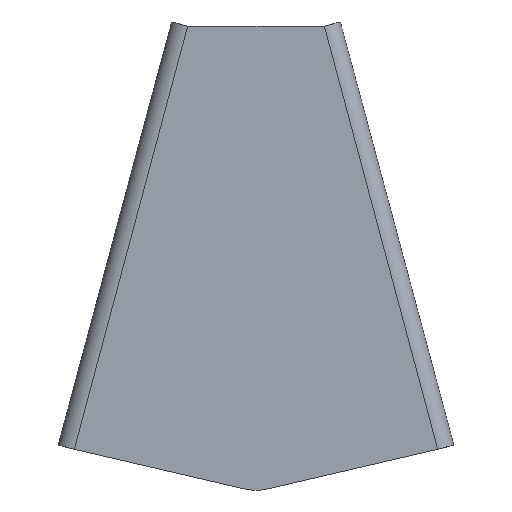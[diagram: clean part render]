
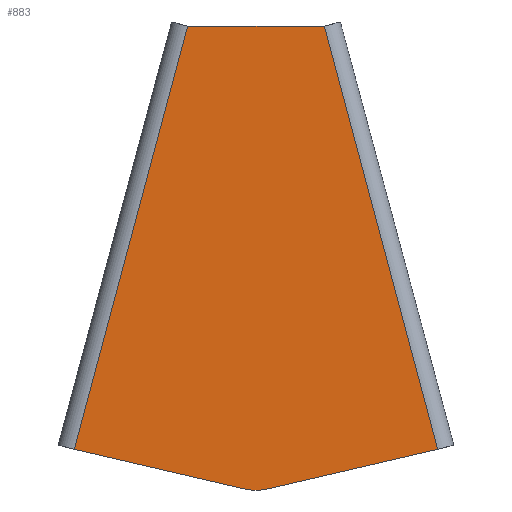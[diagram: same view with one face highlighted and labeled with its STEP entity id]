
A CAD part, front view. The second image highlights one B-rep face of the part: STEP entity #883.
In plain terms, the highlighted planar face has unit normal (0, -1, 0).
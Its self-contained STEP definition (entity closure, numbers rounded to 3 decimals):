
#4 = CIRCLE ( 'NONE', #792, 20. ) ;
#5 = LINE ( 'NONE', #537, #736 ) ;
#86 = VERTEX_POINT ( 'NONE', #197 ) ;
#147 = EDGE_CURVE ( 'NONE', #1375, #405, #1089, .T. ) ;
#197 = CARTESIAN_POINT ( 'NONE',  ( 24.358, -18.41, 83.956 ) ) ;
#211 = PLANE ( 'NONE',  #908 ) ;
#218 = CARTESIAN_POINT ( 'NONE',  ( 61.854, -18.41, 91.933 ) ) ;
#239 = CARTESIAN_POINT ( 'NONE',  ( 3.89, -18.41, -84.989 ) ) ;
#287 = ORIENTED_EDGE ( 'NONE', *, *, #1438, .F. ) ;
#357 = DIRECTION ( 'NONE',  ( 0., 1., 0. ) ) ;
#373 = CARTESIAN_POINT ( 'NONE',  ( -17.787, -18.41, 113.273 ) ) ;
#405 = VERTEX_POINT ( 'NONE', #239 ) ;
#434 = VECTOR ( 'NONE', #494, 1000. ) ;
#467 = VECTOR ( 'NONE', #601, 1000. ) ;
#472 = EDGE_CURVE ( 'NONE', #1375, #86, #1175, .T. ) ;
#490 = VERTEX_POINT ( 'NONE', #1019 ) ;
#494 = DIRECTION ( 'NONE',  ( -0.974, 0., -0.227 ) ) ;
#497 = CARTESIAN_POINT ( 'NONE',  ( -5.174, -18.41, -84.989 ) ) ;
#537 = CARTESIAN_POINT ( 'NONE',  ( -5.174, -18.41, -84.989 ) ) ;
#558 = DIRECTION ( 'NONE',  ( 0., 1., 0. ) ) ;
#576 = ORIENTED_EDGE ( 'NONE', *, *, #1085, .F. ) ;
#586 = DIRECTION ( 'NONE',  ( 0., 0., 1. ) ) ;
#601 = DIRECTION ( 'NONE',  ( -0.259, 0., 0.966 ) ) ;
#603 = ORIENTED_EDGE ( 'NONE', *, *, #147, .F. ) ;
#677 = EDGE_CURVE ( 'NONE', #1428, #86, #1304, .T. ) ;
#697 = CARTESIAN_POINT ( 'NONE',  ( 24.876, -18.41, 82.025 ) ) ;
#702 = VECTOR ( 'NONE', #1408, 1000. ) ;
#736 = VECTOR ( 'NONE', #1210, 1000. ) ;
#769 = ORIENTED_EDGE ( 'NONE', *, *, #472, .T. ) ;
#777 = DIRECTION ( 'NONE',  ( 0., 0., 1. ) ) ;
#792 = AXIS2_PLACEMENT_3D ( 'NONE', #902, #357, #586 ) ;
#883 = ADVANCED_FACE ( 'NONE', ( #1049 ), #211, .F. ) ;
#902 = CARTESIAN_POINT ( 'NONE',  ( -0.642, -18.41, -65.509 ) ) ;
#908 = AXIS2_PLACEMENT_3D ( 'NONE', #218, #558, #777 ) ;
#969 = CARTESIAN_POINT ( 'NONE',  ( -25.642, -18.41, 83.956 ) ) ;
#991 = ORIENTED_EDGE ( 'NONE', *, *, #1167, .T. ) ;
#1019 = CARTESIAN_POINT ( 'NONE',  ( -67.053, -18.41, -70.592 ) ) ;
#1049 = FACE_OUTER_BOUND ( 'NONE', #1201, .T. ) ;
#1057 = DIRECTION ( 'NONE',  ( 1., 0., 0. ) ) ;
#1064 = ORIENTED_EDGE ( 'NONE', *, *, #677, .F. ) ;
#1085 = EDGE_CURVE ( 'NONE', #405, #1148, #4, .T. ) ;
#1089 = LINE ( 'NONE', #1188, #434 ) ;
#1094 = CARTESIAN_POINT ( 'NONE',  ( 65.769, -18.41, -70.592 ) ) ;
#1148 = VERTEX_POINT ( 'NONE', #497 ) ;
#1167 = EDGE_CURVE ( 'NONE', #1428, #490, #1284, .T. ) ;
#1175 = LINE ( 'NONE', #697, #467 ) ;
#1188 = CARTESIAN_POINT ( 'NONE',  ( 65.769, -18.41, -70.592 ) ) ;
#1201 = EDGE_LOOP ( 'NONE', ( #603, #769, #1064, #991, #287, #576 ) ) ;
#1210 = DIRECTION ( 'NONE',  ( -0.974, 0., 0.227 ) ) ;
#1284 = LINE ( 'NONE', #373, #702 ) ;
#1288 = VECTOR ( 'NONE', #1057, 1000. ) ;
#1304 = LINE ( 'NONE', #1417, #1288 ) ;
#1375 = VERTEX_POINT ( 'NONE', #1094 ) ;
#1408 = DIRECTION ( 'NONE',  ( -0.259, 0., -0.966 ) ) ;
#1417 = CARTESIAN_POINT ( 'NONE',  ( -25.642, -18.41, 83.956 ) ) ;
#1428 = VERTEX_POINT ( 'NONE', #969 ) ;
#1438 = EDGE_CURVE ( 'NONE', #1148, #490, #5, .T. ) ;
